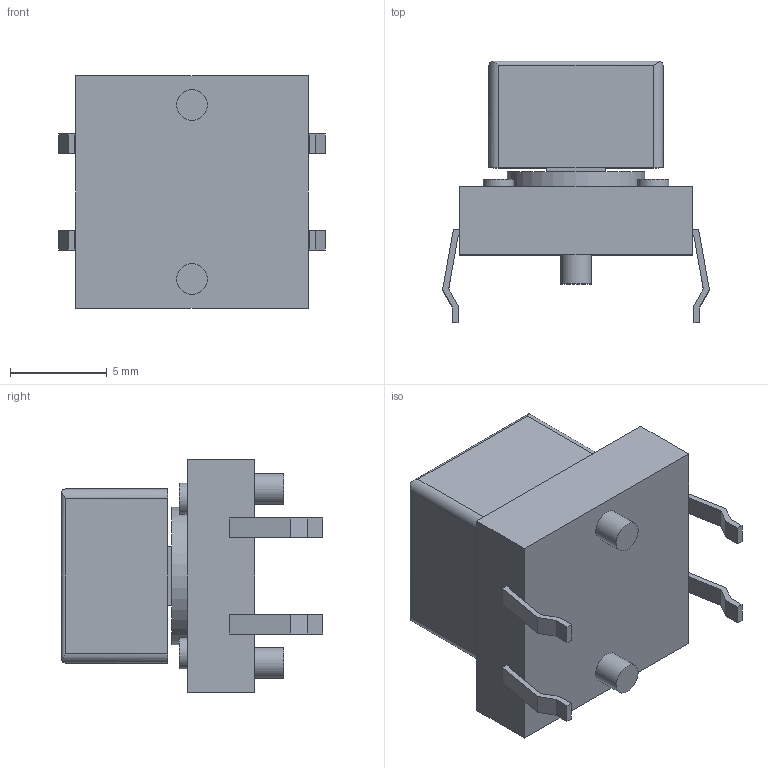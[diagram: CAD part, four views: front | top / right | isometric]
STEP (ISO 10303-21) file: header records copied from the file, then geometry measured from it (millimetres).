
FILE_DESCRIPTION(/* description */ (''),/* implementation_level */ '2;1');
FILE_NAME(/* name */ 'b3f-4055 v2.step',/* time_stamp */ '2021-01-19T19:56:06+01:00',/* author */ (''),/* organization */ (''),/* preprocessor_version */ 'ST-DEVELOPER v18.1',/* originating_system */ 'Autodesk Translation Framework v9.7.1.1290',/* authorisation */ '');
FILE_SCHEMA (('AUTOMOTIVE_DESIGN { 1 0 10303 214 3 1 1 }'));
Length unit declared in the file: millimetre
Products named in the file (1): b3f-4055
Bounding box: 13.8 x 13.5 x 12 mm (x, y, z)
Volume: 955.1 mm3; surface area: 1112.7 mm2
Topology: 3 solids, 3 shells, 98 faces, 231 edges, 154 vertices
Faces by surface type: plane 81, cylinder 17
Full cylindrical faces by diameter (mm): 1.6 x6, 1.8 x1, 7.1 x2
Entity records: 2985 total; most frequent: CARTESIAN_POINT 540, ORIENTED_EDGE 462, DIRECTION 447, EDGE_CURVE 231, LINE 197, VECTOR 197, VERTEX_POINT 154, AXIS2_PLACEMENT_3D 125
